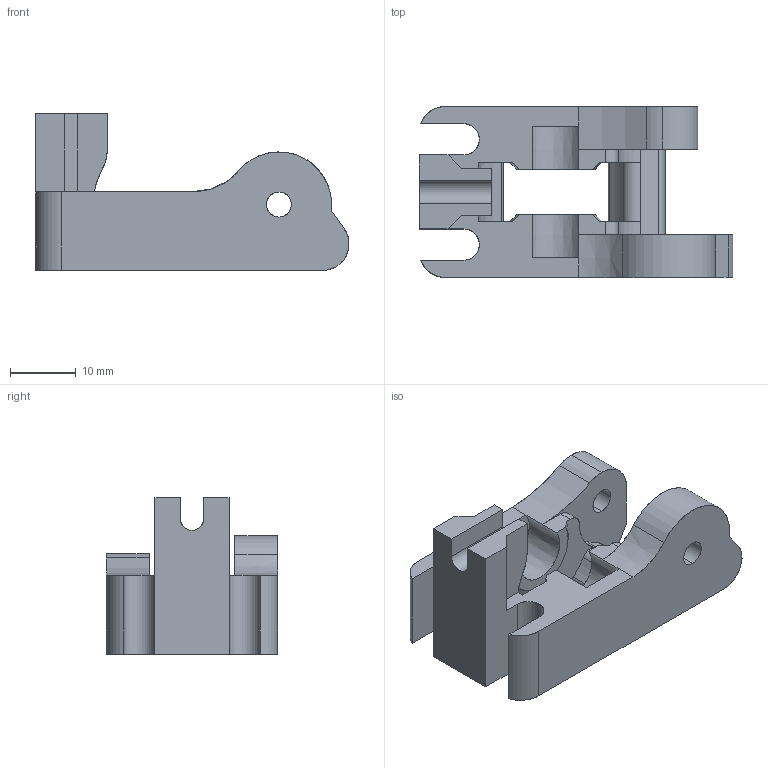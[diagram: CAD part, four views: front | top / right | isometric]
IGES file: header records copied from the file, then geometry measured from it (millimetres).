
Start section: SolidWorks IGES file using analytic representation for surfaces
Global section: file name: extruder_idler_v1.4.IGS; native system: SolidWorks 2011; preprocessor: SolidWorks 2011; author: Seth; date: 150525.070730; units: millimetre
Bounding box: 47.71 x 26 x 23.8 mm (x, y, z)
Surface area: 5567 mm2 (no closed solid volume)
Topology: 0 solids, 0 shells, 74 faces, 1122 edges, 1122 vertices
Faces by surface type: bspline 41, revolution 33
